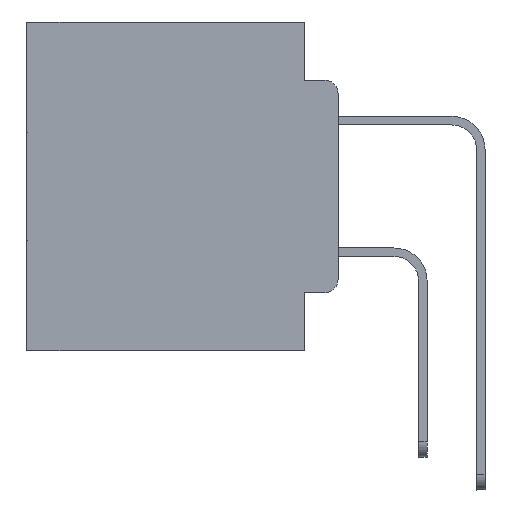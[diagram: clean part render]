
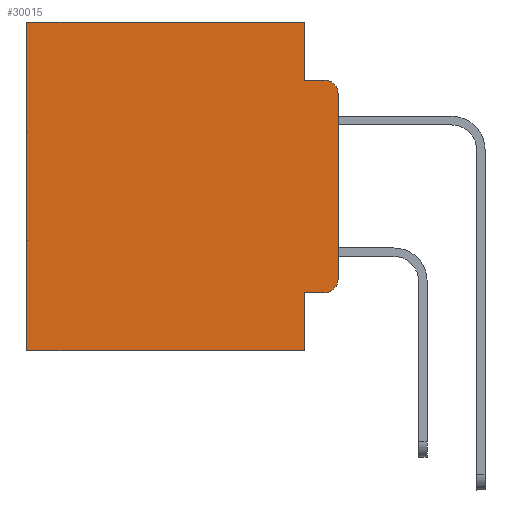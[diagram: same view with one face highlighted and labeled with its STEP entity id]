
A CAD part, left-side view. The second image highlights one B-rep face of the part: STEP entity #30015.
In plain terms, the highlighted planar face has unit normal (-1, 0, 0).
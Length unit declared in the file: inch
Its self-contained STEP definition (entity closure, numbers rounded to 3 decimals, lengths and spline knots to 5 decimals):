
#30 = AXIS2_PLACEMENT_3D ( 'NONE', #9101, #26615, #11649 ) ;
#35 = VERTEX_POINT ( 'NONE', #11445 ) ;
#537 = VERTEX_POINT ( 'NONE', #17059 ) ;
#1135 = CARTESIAN_POINT ( 'NONE',  ( 0.298, 0.051, -0.0885 ) ) ;
#1385 = VECTOR ( 'NONE', #17044, 39.37008 ) ;
#1564 = VERTEX_POINT ( 'NONE', #29376 ) ;
#1701 = VECTOR ( 'NONE', #21532, 39.37008 ) ;
#1991 = LINE ( 'NONE', #30389, #28145 ) ;
#2116 = FACE_OUTER_BOUND ( 'NONE', #3397, .T. ) ;
#2717 = CARTESIAN_POINT ( 'NONE',  ( 0.298, 0.051, 0. ) ) ;
#3397 = EDGE_LOOP ( 'NONE', ( #4966, #6615, #19290, #18129, #26699, #27088, #6205, #6687, #5044, #15077 ) ) ;
#3580 = CARTESIAN_POINT ( 'NONE',  ( 0.298, 0.051, 0. ) ) ;
#3675 = DIRECTION ( 'NONE',  ( -1., 0., 0. ) ) ;
#4966 = ORIENTED_EDGE ( 'NONE', *, *, #21221, .F. ) ;
#5044 = ORIENTED_EDGE ( 'NONE', *, *, #14481, .T. ) ;
#6011 = VERTEX_POINT ( 'NONE', #22285 ) ;
#6205 = ORIENTED_EDGE ( 'NONE', *, *, #19970, .F. ) ;
#6615 = ORIENTED_EDGE ( 'NONE', *, *, #7707, .T. ) ;
#6687 = ORIENTED_EDGE ( 'NONE', *, *, #25574, .F. ) ;
#7707 = EDGE_CURVE ( 'NONE', #14965, #17604, #26443, .T. ) ;
#7728 = CIRCLE ( 'NONE', #30, 0.02 ) ;
#8661 = LINE ( 'NONE', #28881, #1701 ) ;
#9013 = LINE ( 'NONE', #15728, #14149 ) ;
#9101 = CARTESIAN_POINT ( 'NONE',  ( 0.298, 0.02, -0.3915 ) ) ;
#9810 = LINE ( 'NONE', #30561, #21572 ) ;
#10583 = DIRECTION ( 'NONE',  ( 0., -1., 0. ) ) ;
#11445 = CARTESIAN_POINT ( 'NONE',  ( 0.298, 0., -0.3915 ) ) ;
#11649 = DIRECTION ( 'NONE',  ( 0., 0., -1. ) ) ;
#12280 = VERTEX_POINT ( 'NONE', #1135 ) ;
#13317 = DIRECTION ( 'NONE',  ( 0., -1., 0. ) ) ;
#14096 = CARTESIAN_POINT ( 'NONE',  ( 0.298, 0.051, -0.4115 ) ) ;
#14149 = VECTOR ( 'NONE', #13317, 39.37008 ) ;
#14481 = EDGE_CURVE ( 'NONE', #16073, #537, #1991, .T. ) ;
#14763 = EDGE_CURVE ( 'NONE', #537, #35, #7728, .T. ) ;
#14965 = VERTEX_POINT ( 'NONE', #32189 ) ;
#15077 = ORIENTED_EDGE ( 'NONE', *, *, #14763, .T. ) ;
#15316 = CARTESIAN_POINT ( 'NONE',  ( 0.298, 0.473, 0. ) ) ;
#15728 = CARTESIAN_POINT ( 'NONE',  ( 0.298, 0.051, -0.0885 ) ) ;
#15773 = VERTEX_POINT ( 'NONE', #2717 ) ;
#15877 = DIRECTION ( 'NONE',  ( 0., 0., -1. ) ) ;
#15980 = DIRECTION ( 'NONE',  ( 0., 0., -1. ) ) ;
#16051 = DIRECTION ( 'NONE',  ( 0., 0., -1. ) ) ;
#16073 = VERTEX_POINT ( 'NONE', #14096 ) ;
#17044 = DIRECTION ( 'NONE',  ( 0., 1., 0. ) ) ;
#17059 = CARTESIAN_POINT ( 'NONE',  ( 0.298, 0.02, -0.4115 ) ) ;
#17401 = EDGE_CURVE ( 'NONE', #15773, #18943, #28333, .T. ) ;
#17604 = VERTEX_POINT ( 'NONE', #30274 ) ;
#18129 = ORIENTED_EDGE ( 'NONE', *, *, #20553, .F. ) ;
#18271 = CARTESIAN_POINT ( 'NONE',  ( 0.298, 0., 0. ) ) ;
#18374 = CARTESIAN_POINT ( 'NONE',  ( 0.298, 0.051, 0. ) ) ;
#18943 = VERTEX_POINT ( 'NONE', #15316 ) ;
#18985 = CARTESIAN_POINT ( 'NONE',  ( 0.298, 0.02, -0.1085 ) ) ;
#19086 = VECTOR ( 'NONE', #15980, 39.37008 ) ;
#19290 = ORIENTED_EDGE ( 'NONE', *, *, #19542, .F. ) ;
#19542 = EDGE_CURVE ( 'NONE', #12280, #17604, #9013, .T. ) ;
#19970 = EDGE_CURVE ( 'NONE', #6011, #1564, #9810, .T. ) ;
#20219 = VECTOR ( 'NONE', #16051, 39.37008 ) ;
#20323 = LINE ( 'NONE', #3580, #26168 ) ;
#20553 = EDGE_CURVE ( 'NONE', #15773, #12280, #25725, .T. ) ;
#21221 = EDGE_CURVE ( 'NONE', #14965, #35, #26834, .T. ) ;
#21494 = DIRECTION ( 'NONE',  ( 0., 0., -1. ) ) ;
#21532 = DIRECTION ( 'NONE',  ( 0., 0., -1. ) ) ;
#21572 = VECTOR ( 'NONE', #23128, 39.37008 ) ;
#22285 = CARTESIAN_POINT ( 'NONE',  ( 0.298, 0.051, -0.5 ) ) ;
#23128 = DIRECTION ( 'NONE',  ( 0., 1., 0. ) ) ;
#23708 = AXIS2_PLACEMENT_3D ( 'NONE', #18985, #3675, #21494 ) ;
#23912 = EDGE_CURVE ( 'NONE', #18943, #1564, #8661, .T. ) ;
#23923 = DIRECTION ( 'NONE',  ( 0., 0., -1. ) ) ;
#25574 = EDGE_CURVE ( 'NONE', #16073, #6011, #20323, .T. ) ;
#25725 = LINE ( 'NONE', #18374, #19086 ) ;
#25979 = CARTESIAN_POINT ( 'NONE',  ( 0.298, 0., 0. ) ) ;
#26168 = VECTOR ( 'NONE', #23923, 39.37008 ) ;
#26443 = CIRCLE ( 'NONE', #23708, 0.02 ) ;
#26615 = DIRECTION ( 'NONE',  ( -1., 0., 0. ) ) ;
#26699 = ORIENTED_EDGE ( 'NONE', *, *, #17401, .T. ) ;
#26834 = LINE ( 'NONE', #25979, #20219 ) ;
#27088 = ORIENTED_EDGE ( 'NONE', *, *, #23912, .T. ) ;
#28145 = VECTOR ( 'NONE', #10583, 39.37008 ) ;
#28283 = PLANE ( 'NONE',  #31096 ) ;
#28333 = LINE ( 'NONE', #29435, #1385 ) ;
#28881 = CARTESIAN_POINT ( 'NONE',  ( 0.298, 0.473, 0. ) ) ;
#29376 = CARTESIAN_POINT ( 'NONE',  ( 0.298, 0.473, -0.5 ) ) ;
#29435 = CARTESIAN_POINT ( 'NONE',  ( 0.298, 0., 0. ) ) ;
#30015 = ADVANCED_FACE ( 'NONE', ( #2116 ), #28283, .F. ) ;
#30274 = CARTESIAN_POINT ( 'NONE',  ( 0.298, 0.02, -0.0885 ) ) ;
#30389 = CARTESIAN_POINT ( 'NONE',  ( 0.298, 0.051, -0.4115 ) ) ;
#30561 = CARTESIAN_POINT ( 'NONE',  ( 0.298, 0., -0.5 ) ) ;
#30735 = DIRECTION ( 'NONE',  ( 1., 0., 0. ) ) ;
#31096 = AXIS2_PLACEMENT_3D ( 'NONE', #18271, #30735, #15877 ) ;
#32189 = CARTESIAN_POINT ( 'NONE',  ( 0.298, 0., -0.1085 ) ) ;
